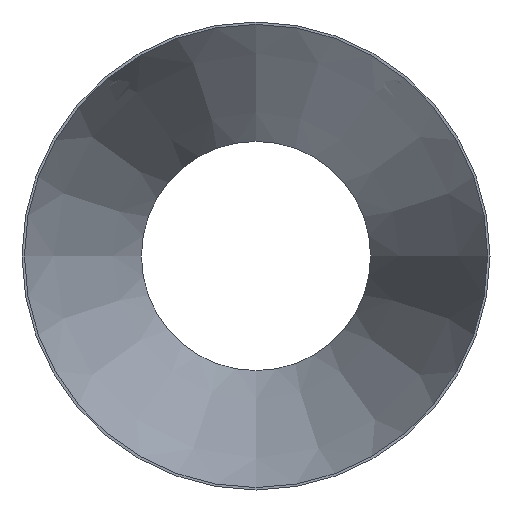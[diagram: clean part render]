
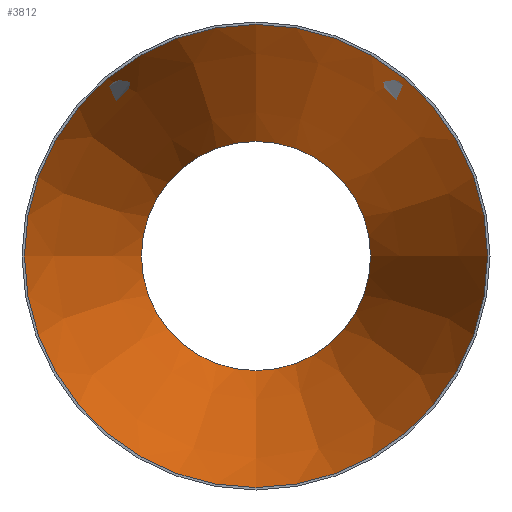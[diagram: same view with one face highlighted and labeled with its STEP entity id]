
A CAD part, front view. The second image highlights one B-rep face of the part: STEP entity #3812.
In plain terms, the highlighted conical face has half-angle 18.424 degrees and reference radius 402.184 mm.
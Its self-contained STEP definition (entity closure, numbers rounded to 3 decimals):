
#721 = AXIS2_PLACEMENT_3D ( 'NONE', #30070, #35255, #31663 ) ;
#1241 = FACE_BOUND ( 'NONE', #24832, .T. ) ;
#1806 = CARTESIAN_POINT ( 'NONE',  ( 0., 0., -402.184 ) ) ;
#1929 = DIRECTION ( 'NONE',  ( 0., 0., -1. ) ) ;
#3812 = ADVANCED_FACE ( 'NONE', ( #1241, #45022 ), #6951, .F. ) ;
#6052 = CIRCLE ( 'NONE', #721, 402.184 ) ;
#6951 = CONICAL_SURFACE ( 'NONE', #7699, 402.184, 0.322 ) ;
#7699 = AXIS2_PLACEMENT_3D ( 'NONE', #26816, #41664, #1929 ) ;
#13792 = AXIS2_PLACEMENT_3D ( 'NONE', #29322, #28846, #14516 ) ;
#14516 = DIRECTION ( 'NONE',  ( 0., 0., -1. ) ) ;
#19996 = CARTESIAN_POINT ( 'NONE',  ( 0., 610., -198.984 ) ) ;
#23062 = ORIENTED_EDGE ( 'NONE', *, *, #24058, .F. ) ;
#24058 = EDGE_CURVE ( 'NONE', #34807, #34807, #45118, .T. ) ;
#24832 = EDGE_LOOP ( 'NONE', ( #23062 ) ) ;
#26297 = EDGE_LOOP ( 'NONE', ( #41757 ) ) ;
#26385 = EDGE_CURVE ( 'NONE', #34584, #34584, #6052, .T. ) ;
#26816 = CARTESIAN_POINT ( 'NONE',  ( 0., 0., 0. ) ) ;
#28846 = DIRECTION ( 'NONE',  ( 0., -1., 0. ) ) ;
#29322 = CARTESIAN_POINT ( 'NONE',  ( 0., 610., 0. ) ) ;
#30070 = CARTESIAN_POINT ( 'NONE',  ( 0., 0., 0. ) ) ;
#31663 = DIRECTION ( 'NONE',  ( 0., 0., -1. ) ) ;
#34584 = VERTEX_POINT ( 'NONE', #1806 ) ;
#34807 = VERTEX_POINT ( 'NONE', #19996 ) ;
#35255 = DIRECTION ( 'NONE',  ( 0., -1., 0. ) ) ;
#41664 = DIRECTION ( 'NONE',  ( 0., -1., 0. ) ) ;
#41757 = ORIENTED_EDGE ( 'NONE', *, *, #26385, .T. ) ;
#45022 = FACE_OUTER_BOUND ( 'NONE', #26297, .T. ) ;
#45118 = CIRCLE ( 'NONE', #13792, 198.984 ) ;
